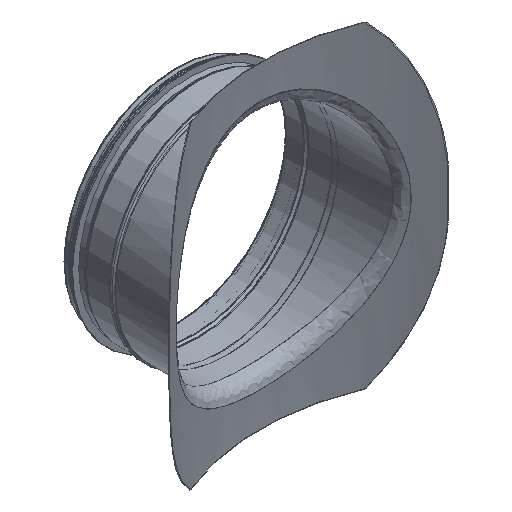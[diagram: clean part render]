
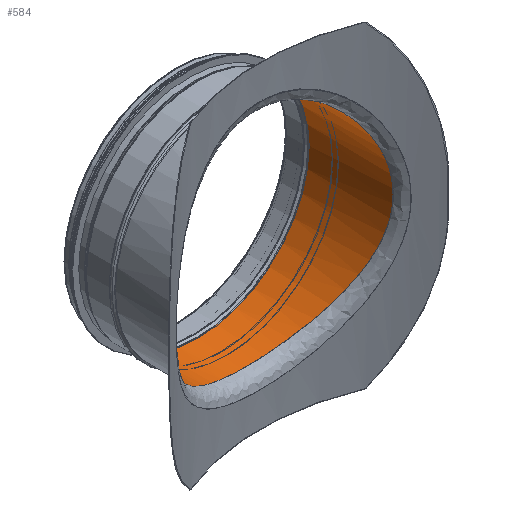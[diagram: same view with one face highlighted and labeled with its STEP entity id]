
A CAD part, isometric view. The second image highlights one B-rep face of the part: STEP entity #584.
In plain terms, the highlighted cylindrical face has radius 123.45 mm (diameter 246.9 mm), a full revolution.
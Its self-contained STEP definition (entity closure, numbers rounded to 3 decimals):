
#299=CARTESIAN_POINT('',(-123.45,224.049,0.));
#300=VERTEX_POINT('',#299);
#308=CARTESIAN_POINT('',(-123.45,224.048,0.));
#309=CARTESIAN_POINT('',(-123.45,224.049,9.415));
#310=CARTESIAN_POINT('',(-121.275,225.58,28.249));
#311=CARTESIAN_POINT('',(-108.746,233.796,63.314));
#312=CARTESIAN_POINT('',(-87.588,245.265,89.714));
#313=CARTESIAN_POINT('',(-62.491,254.097,106.988));
#314=CARTESIAN_POINT('',(-40.375,260.037,117.808));
#315=CARTESIAN_POINT('',(-9.606,264.321,125.03));
#316=CARTESIAN_POINT('',(28.503,262.544,122.087));
#317=CARTESIAN_POINT('',(63.278,254.542,108.111));
#318=CARTESIAN_POINT('',(91.819,243.037,85.142));
#319=CARTESIAN_POINT('',(109.11,233.384,59.985));
#320=CARTESIAN_POINT('',(118.24,227.594,37.076));
#321=CARTESIAN_POINT('',(122.488,224.719,18.834));
#322=CARTESIAN_POINT('',(123.93,223.717,0.002));
#323=CARTESIAN_POINT('',(122.011,225.045,-25.127));
#324=CARTESIAN_POINT('',(112.571,231.443,-54.971));
#325=CARTESIAN_POINT('',(91.817,243.042,-85.136));
#326=CARTESIAN_POINT('',(63.278,254.54,-108.115));
#327=CARTESIAN_POINT('',(28.5,262.544,-122.085));
#328=CARTESIAN_POINT('',(-9.603,264.324,-125.033));
#329=CARTESIAN_POINT('',(-46.537,259.174,-116.358));
#330=CARTESIAN_POINT('',(-83.753,247.339,-94.503));
#331=CARTESIAN_POINT('',(-108.742,233.8,-63.319));
#332=CARTESIAN_POINT('',(-121.277,225.578,-28.243));
#333=CARTESIAN_POINT('',(-123.451,224.048,-9.416));
#334=CARTESIAN_POINT('',(-123.45,224.048,0.));
#335=B_SPLINE_CURVE_WITH_KNOTS('',3,(#308,#309,#310,#311,#312,#313,#314,#315,#316,#317,#318,#319,#320,#321,#322,#323,#324,#325,#326,#327,#328,#329,#330,#331,#332,#333,#334),.UNSPECIFIED.,.T.,.U.,(4,1,1,1,1,1,1,1,1,1,1,1,1,1,1,1,1,1,1,1,1,1,1,1,4),(0.0,2.711,5.422,10.843,12.651,14.458,18.072,21.687,25.301,28.916,32.53,34.338,36.145,37.952,39.759,43.374,46.988,50.603,54.217,57.832,61.446,65.061,70.482,73.193,75.904),.UNSPECIFIED.);
#336=EDGE_CURVE('',#300,#300,#335,.T.);
#565=CARTESIAN_POINT('',(0.,305.05,0.0));
#566=DIRECTION('',(0.,1.0,0.0));
#567=DIRECTION('',(-1.0,0.0,0.0));
#568=AXIS2_PLACEMENT_3D('',#565,#566,#567);
#569=CYLINDRICAL_SURFACE('',#568,123.45);
#570=CARTESIAN_POINT('',(-123.45,317.8,0.0));
#571=VERTEX_POINT('',#570);
#572=CARTESIAN_POINT('',(0.,317.8,0.0));
#573=DIRECTION('',(0.0,1.0,0.0));
#574=DIRECTION('',(-1.0,0.0,0.0));
#575=AXIS2_PLACEMENT_3D('',#572,#573,#574);
#576=CIRCLE('',#575,123.45);
#577=EDGE_CURVE('',#571,#571,#576,.T.);
#578=ORIENTED_EDGE('',*,*,#577,.T.);
#579=EDGE_LOOP('',(#578));
#580=FACE_OUTER_BOUND('',#579,.T.);
#581=ORIENTED_EDGE('',*,*,#336,.F.);
#582=EDGE_LOOP('',(#581));
#583=FACE_BOUND('',#582,.T.);
#584=ADVANCED_FACE('',(#580,#583),#569,.F.);
